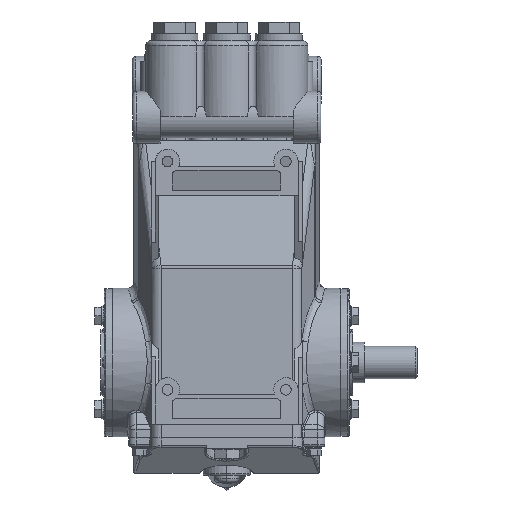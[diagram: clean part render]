
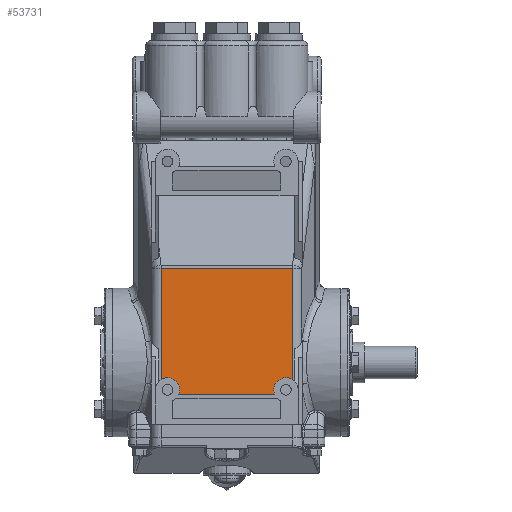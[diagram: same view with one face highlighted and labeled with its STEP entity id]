
A CAD part, front view. The second image highlights one B-rep face of the part: STEP entity #53731.
In plain terms, the highlighted planar face has unit normal (0, -1, 0).
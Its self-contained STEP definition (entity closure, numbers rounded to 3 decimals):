
#101 = ORIENTED_EDGE ( 'NONE', *, *, #34041, .T. ) ;
#138 = LINE ( 'NONE', #12017, #49146 ) ;
#1670 = FACE_OUTER_BOUND ( 'NONE', #59601, .T. ) ;
#1756 = VECTOR ( 'NONE', #59069, 1000. ) ;
#2375 = VERTEX_POINT ( 'NONE', #22618 ) ;
#3962 = ORIENTED_EDGE ( 'NONE', *, *, #7544, .T. ) ;
#5194 = CARTESIAN_POINT ( 'NONE',  ( -56.618, -53.362, -23.804 ) ) ;
#6997 = CARTESIAN_POINT ( 'NONE',  ( -64.935, -53.362, -20.32 ) ) ;
#7544 = EDGE_CURVE ( 'NONE', #30803, #29894, #60954, .T. ) ;
#8381 = DIRECTION ( 'NONE',  ( 0., -1., 0. ) ) ;
#8411 = VERTEX_POINT ( 'NONE', #11591 ) ;
#8970 = ORIENTED_EDGE ( 'NONE', *, *, #19868, .T. ) ;
#11591 = CARTESIAN_POINT ( 'NONE',  ( 22.949, -53.362, -11.303 ) ) ;
#11704 = DIRECTION ( 'NONE',  ( 0., 0., 1. ) ) ;
#11986 = ORIENTED_EDGE ( 'NONE', *, *, #32316, .T. ) ;
#12017 = CARTESIAN_POINT ( 'NONE',  ( 47.968, -53.362, -23.804 ) ) ;
#12509 = ORIENTED_EDGE ( 'NONE', *, *, #14212, .T. ) ;
#13077 = AXIS2_PLACEMENT_3D ( 'NONE', #6997, #40161, #11704 ) ;
#13137 = DIRECTION ( 'NONE',  ( 0., -1., 0. ) ) ;
#13726 = CARTESIAN_POINT ( 'NONE',  ( 27.715, -53.362, -12.665 ) ) ;
#14204 = ORIENTED_EDGE ( 'NONE', *, *, #37344, .F. ) ;
#14212 = EDGE_CURVE ( 'NONE', #2375, #30803, #55135, .T. ) ;
#15965 = CARTESIAN_POINT ( 'NONE',  ( -69.701, -53.362, -12.665 ) ) ;
#16565 = CIRCLE ( 'NONE', #17429, 9.017 ) ;
#16857 = CARTESIAN_POINT ( 'NONE',  ( -64.935, -53.362, -20.32 ) ) ;
#17429 = AXIS2_PLACEMENT_3D ( 'NONE', #16857, #50120, #21623 ) ;
#19368 = CARTESIAN_POINT ( 'NONE',  ( -64.935, -53.362, -11.303 ) ) ;
#19868 = EDGE_CURVE ( 'NONE', #29894, #25949, #16565, .T. ) ;
#20727 = DIRECTION ( 'NONE',  ( -1., 0., 0. ) ) ;
#21310 = DIRECTION ( 'NONE',  ( 0., 0., -1. ) ) ;
#21623 = DIRECTION ( 'NONE',  ( 0., 0., 1. ) ) ;
#22094 = AXIS2_PLACEMENT_3D ( 'NONE', #26927, #60156, #31660 ) ;
#22618 = CARTESIAN_POINT ( 'NONE',  ( 27.715, -53.362, 70.035 ) ) ;
#23575 = ORIENTED_EDGE ( 'NONE', *, *, #55761, .T. ) ;
#25949 = VERTEX_POINT ( 'NONE', #19368 ) ;
#26024 = CARTESIAN_POINT ( 'NONE',  ( -69.701, -53.362, 70.035 ) ) ;
#26927 = CARTESIAN_POINT ( 'NONE',  ( 47.968, -53.362, -55.88 ) ) ;
#29894 = VERTEX_POINT ( 'NONE', #15965 ) ;
#30104 = CARTESIAN_POINT ( 'NONE',  ( 47.968, -53.362, 70.035 ) ) ;
#30625 = CARTESIAN_POINT ( 'NONE',  ( 27.715, -53.362, 71.12 ) ) ;
#30803 = VERTEX_POINT ( 'NONE', #26024 ) ;
#31660 = DIRECTION ( 'NONE',  ( 0., 0., 1. ) ) ;
#31995 = VERTEX_POINT ( 'NONE', #13726 ) ;
#32316 = EDGE_CURVE ( 'NONE', #55525, #61456, #138, .T. ) ;
#32759 = AXIS2_PLACEMENT_3D ( 'NONE', #36818, #8381, #41608 ) ;
#34041 = EDGE_CURVE ( 'NONE', #31995, #2375, #50823, .T. ) ;
#34052 = CIRCLE ( 'NONE', #32759, 9.017 ) ;
#34514 = AXIS2_PLACEMENT_3D ( 'NONE', #41607, #13137, #46372 ) ;
#34677 = ORIENTED_EDGE ( 'NONE', *, *, #41544, .F. ) ;
#35425 = CIRCLE ( 'NONE', #34514, 9.017 ) ;
#35580 = VECTOR ( 'NONE', #21310, 1000. ) ;
#36544 = CIRCLE ( 'NONE', #13077, 9.017 ) ;
#36818 = CARTESIAN_POINT ( 'NONE',  ( 22.949, -53.362, -20.32 ) ) ;
#37344 = EDGE_CURVE ( 'NONE', #8411, #61456, #35425, .T. ) ;
#40161 = DIRECTION ( 'NONE',  ( 0., 1., 0. ) ) ;
#40253 = DIRECTION ( 'NONE',  ( 1., 0., 0. ) ) ;
#41544 = EDGE_CURVE ( 'NONE', #31995, #8411, #34052, .T. ) ;
#41607 = CARTESIAN_POINT ( 'NONE',  ( 22.949, -53.362, -20.32 ) ) ;
#41608 = DIRECTION ( 'NONE',  ( 0., 0., 1. ) ) ;
#42462 = VECTOR ( 'NONE', #20727, 1000. ) ;
#45557 = PLANE ( 'NONE',  #22094 ) ;
#46372 = DIRECTION ( 'NONE',  ( 0., 0., 1. ) ) ;
#49146 = VECTOR ( 'NONE', #40253, 1000. ) ;
#49170 = CARTESIAN_POINT ( 'NONE',  ( 14.633, -53.362, -23.804 ) ) ;
#50120 = DIRECTION ( 'NONE',  ( 0., 1., 0. ) ) ;
#50823 = LINE ( 'NONE', #30625, #1756 ) ;
#53731 = ADVANCED_FACE ( 'NONE', ( #1670 ), #45557, .F. ) ;
#55135 = LINE ( 'NONE', #30104, #42462 ) ;
#55525 = VERTEX_POINT ( 'NONE', #5194 ) ;
#55761 = EDGE_CURVE ( 'NONE', #25949, #55525, #36544, .T. ) ;
#59069 = DIRECTION ( 'NONE',  ( 0., 0., 1. ) ) ;
#59346 = CARTESIAN_POINT ( 'NONE',  ( -69.701, -53.362, -55.88 ) ) ;
#59601 = EDGE_LOOP ( 'NONE', ( #8970, #23575, #11986, #14204, #34677, #101, #12509, #3962 ) ) ;
#60156 = DIRECTION ( 'NONE',  ( 0., 1., 0. ) ) ;
#60954 = LINE ( 'NONE', #59346, #35580 ) ;
#61456 = VERTEX_POINT ( 'NONE', #49170 ) ;
